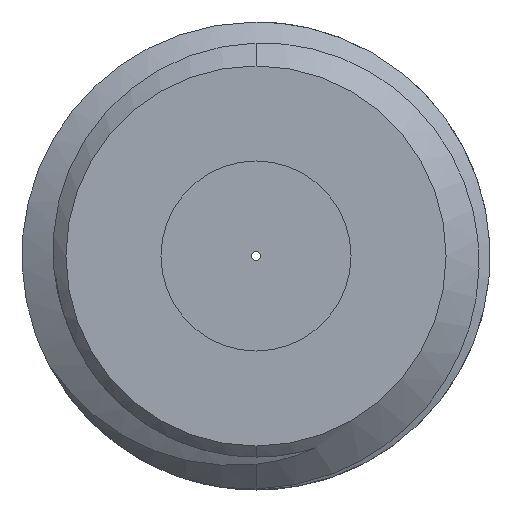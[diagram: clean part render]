
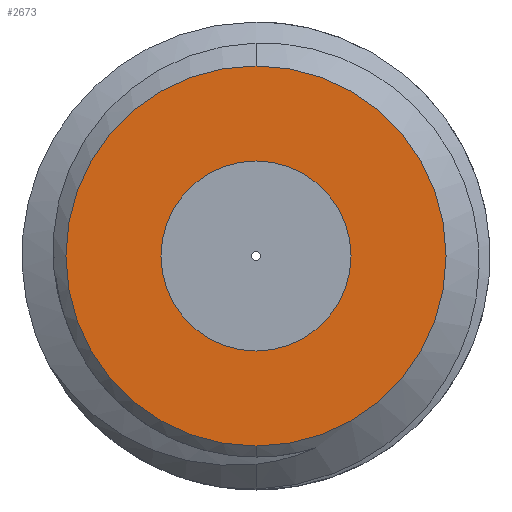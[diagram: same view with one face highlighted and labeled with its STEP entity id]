
A CAD part, front view. The second image highlights one B-rep face of the part: STEP entity #2673.
In plain terms, the highlighted face is planar.
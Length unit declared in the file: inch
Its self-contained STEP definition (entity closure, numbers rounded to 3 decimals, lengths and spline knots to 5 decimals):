
#25 = DIRECTION ( 'NONE',  ( 0., 0., -1. ) ) ;
#113 = CARTESIAN_POINT ( 'NONE',  ( 0., 0., 0. ) ) ;
#363 = CARTESIAN_POINT ( 'NONE',  ( 0., 0., -0.0625 ) ) ;
#489 = EDGE_CURVE ( 'NONE', #3446, #1755, #4225, .T. ) ;
#601 = EDGE_CURVE ( 'NONE', #2478, #1559, #2841, .T. ) ;
#741 = CARTESIAN_POINT ( 'NONE',  ( 0., 0., 0. ) ) ;
#757 = CARTESIAN_POINT ( 'NONE',  ( 0., 0., 0.125 ) ) ;
#1085 = DIRECTION ( 'NONE',  ( 1., 0., 0. ) ) ;
#1214 = EDGE_LOOP ( 'NONE', ( #3635, #1912 ) ) ;
#1256 = AXIS2_PLACEMENT_3D ( 'NONE', #2732, #1371, #3735 ) ;
#1371 = DIRECTION ( 'NONE',  ( 1., 0., 0. ) ) ;
#1559 = VERTEX_POINT ( 'NONE', #363 ) ;
#1601 = DIRECTION ( 'NONE',  ( 0., 0., 1. ) ) ;
#1755 = VERTEX_POINT ( 'NONE', #757 ) ;
#1798 = AXIS2_PLACEMENT_3D ( 'NONE', #4120, #3487, #3828 ) ;
#1894 = ORIENTED_EDGE ( 'NONE', *, *, #2149, .T. ) ;
#1912 = ORIENTED_EDGE ( 'NONE', *, *, #3659, .F. ) ;
#2149 = EDGE_CURVE ( 'NONE', #1559, #2478, #2193, .T. ) ;
#2193 = CIRCLE ( 'NONE', #2471, 0.0625 ) ;
#2291 = DIRECTION ( 'NONE',  ( -1., 0., 0. ) ) ;
#2471 = AXIS2_PLACEMENT_3D ( 'NONE', #113, #2780, #3496 ) ;
#2478 = VERTEX_POINT ( 'NONE', #4150 ) ;
#2631 = CARTESIAN_POINT ( 'NONE',  ( 0., 0.125, 0. ) ) ;
#2673 = ADVANCED_FACE ( 'NONE', ( #3089, #4163 ), #3301, .T. ) ;
#2732 = CARTESIAN_POINT ( 'NONE',  ( 0., 0., 0. ) ) ;
#2780 = DIRECTION ( 'NONE',  ( 1., 0., 0. ) ) ;
#2841 = CIRCLE ( 'NONE', #1798, 0.0625 ) ;
#2899 = AXIS2_PLACEMENT_3D ( 'NONE', #2631, #2291, #1601 ) ;
#3089 = FACE_BOUND ( 'NONE', #4114, .T. ) ;
#3279 = ORIENTED_EDGE ( 'NONE', *, *, #601, .T. ) ;
#3301 = PLANE ( 'NONE',  #2899 ) ;
#3446 = VERTEX_POINT ( 'NONE', #3796 ) ;
#3487 = DIRECTION ( 'NONE',  ( 1., 0., 0. ) ) ;
#3496 = DIRECTION ( 'NONE',  ( 0., 0., -1. ) ) ;
#3635 = ORIENTED_EDGE ( 'NONE', *, *, #489, .F. ) ;
#3659 = EDGE_CURVE ( 'NONE', #1755, #3446, #4254, .T. ) ;
#3735 = DIRECTION ( 'NONE',  ( 0., 0., -1. ) ) ;
#3796 = CARTESIAN_POINT ( 'NONE',  ( 0., 0., -0.125 ) ) ;
#3811 = AXIS2_PLACEMENT_3D ( 'NONE', #741, #1085, #25 ) ;
#3828 = DIRECTION ( 'NONE',  ( 0., 0., -1. ) ) ;
#4114 = EDGE_LOOP ( 'NONE', ( #1894, #3279 ) ) ;
#4120 = CARTESIAN_POINT ( 'NONE',  ( 0., 0., 0. ) ) ;
#4150 = CARTESIAN_POINT ( 'NONE',  ( 0., 0., 0.0625 ) ) ;
#4163 = FACE_OUTER_BOUND ( 'NONE', #1214, .T. ) ;
#4225 = CIRCLE ( 'NONE', #1256, 0.125 ) ;
#4254 = CIRCLE ( 'NONE', #3811, 0.125 ) ;
